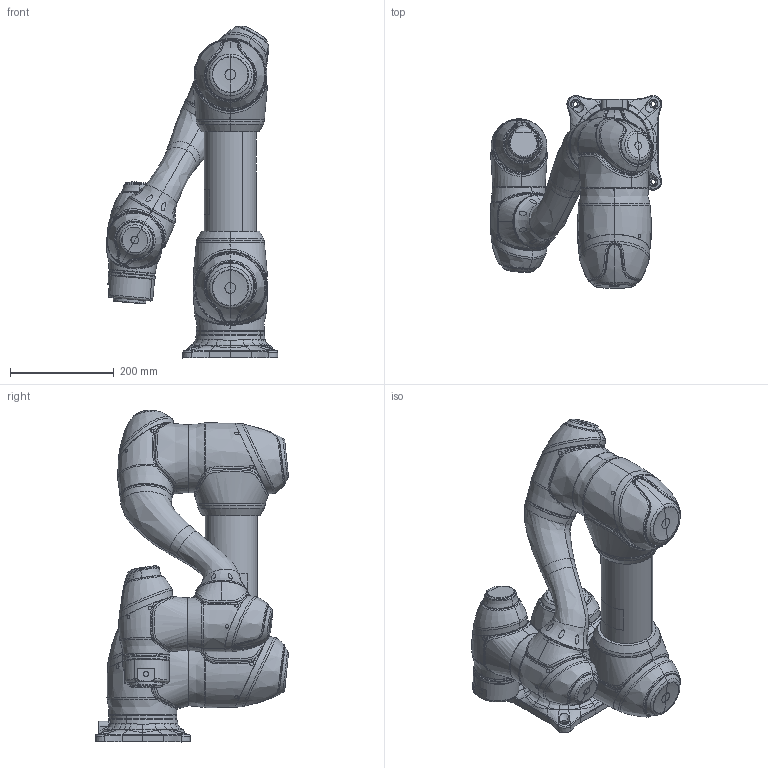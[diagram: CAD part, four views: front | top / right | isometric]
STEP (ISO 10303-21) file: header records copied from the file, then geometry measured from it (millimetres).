
FILE_DESCRIPTION(('CATIA V5 STEP Exchange'),'2;1');
FILE_NAME('Doosan_Robotics_Robot_M0609_STEP_Package_Position_200203.stp','2020-02-03T00:22:04+00:00',('none'),('none'),'Version 5-6 Release 2012','CATIA V5 STEP AP203','none');
FILE_SCHEMA(('CONFIG_CONTROL_DESIGN'));
Length unit declared in the file: millimetre
Products named in the file (1): M0609
Assembly tree (10 placements, depth 2):
  M0609
    #57
    #28391
    #48248
    #68105
    #99357
    #118224
    #133846
    #136407
    #161505
    #179969
Bounding box: 330.04 x 371.82 x 639.64 mm (x, y, z)
Volume: 18216729.6 mm3; surface area: 949006.5 mm2
Topology: 12 solids, 13 shells, 991 faces, 6657 edges, 5772 vertices
Faces by surface type: bspline 761, cylinder 94, plane 80, torus 28, cone 20, revolution 8
Entity records: 182726 total; most frequent: CARTESIAN_POINT 143692, ORIENTED_EDGE 13314, EDGE_CURVE 6657, B_SPLINE_CURVE_WITH_KNOTS 5822, VERTEX_POINT 5753, DIRECTION 1279, EDGE_LOOP 1062, ADVANCED_FACE 991
